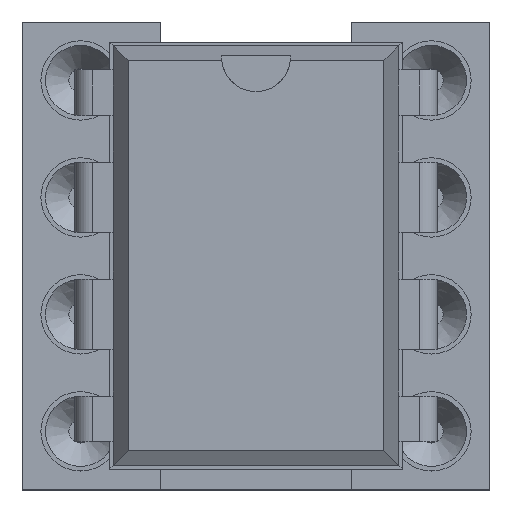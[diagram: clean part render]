
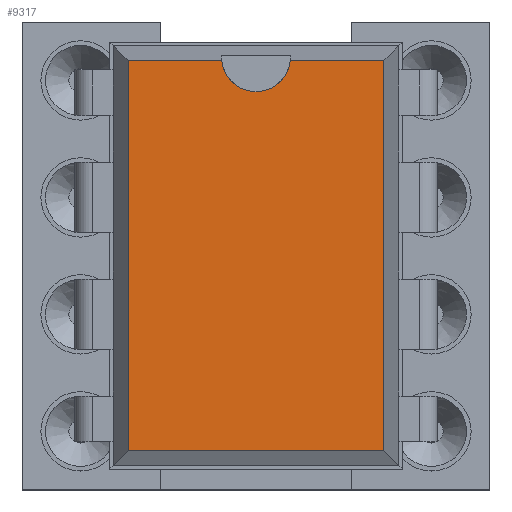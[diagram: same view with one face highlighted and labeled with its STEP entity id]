
A CAD part, top view. The second image highlights one B-rep face of the part: STEP entity #9317.
In plain terms, the highlighted planar face has unit normal (0, 0, 1).
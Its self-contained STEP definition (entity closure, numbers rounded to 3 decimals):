
#7468 = VERTEX_POINT('',#7469);
#7469 = CARTESIAN_POINT('',(-2.776,-4.236,7.43));
#7474 = EDGE_CURVE('',#7475,#7468,#7477,.T.);
#7475 = VERTEX_POINT('',#7476);
#7476 = CARTESIAN_POINT('',(-2.776,4.236,7.43));
#7477 = LINE('',#7478,#7479);
#7478 = CARTESIAN_POINT('',(-2.776,4.236,7.43));
#7479 = VECTOR('',#7480,1.);
#7480 = DIRECTION('',(0.,-1.,0.));
#9300 = VERTEX_POINT('',#9301);
#9301 = CARTESIAN_POINT('',(2.776,-4.236,7.43));
#9306 = EDGE_CURVE('',#7468,#9300,#9307,.T.);
#9307 = LINE('',#9308,#9309);
#9308 = CARTESIAN_POINT('',(-2.776,-4.236,7.43));
#9309 = VECTOR('',#9310,1.);
#9310 = DIRECTION('',(1.,0.,0.));
#9317 = ADVANCED_FACE('',(#9318),#9362,.F.);
#9318 = FACE_BOUND('',#9319,.F.);
#9319 = EDGE_LOOP('',(#9320,#9328,#9329,#9330,#9338,#9347,#9356));
#9320 = ORIENTED_EDGE('',*,*,#9321,.F.);
#9321 = EDGE_CURVE('',#9300,#9322,#9324,.T.);
#9322 = VERTEX_POINT('',#9323);
#9323 = CARTESIAN_POINT('',(2.776,4.236,7.43));
#9324 = LINE('',#9325,#9326);
#9325 = CARTESIAN_POINT('',(2.776,-4.236,7.43));
#9326 = VECTOR('',#9327,1.);
#9327 = DIRECTION('',(0.,1.,0.));
#9328 = ORIENTED_EDGE('',*,*,#9306,.F.);
#9329 = ORIENTED_EDGE('',*,*,#7474,.F.);
#9330 = ORIENTED_EDGE('',*,*,#9331,.F.);
#9331 = EDGE_CURVE('',#9332,#7475,#9334,.T.);
#9332 = VERTEX_POINT('',#9333);
#9333 = CARTESIAN_POINT('',(-0.746,4.236,7.43));
#9334 = LINE('',#9335,#9336);
#9335 = CARTESIAN_POINT('',(2.776,4.236,7.43));
#9336 = VECTOR('',#9337,1.);
#9337 = DIRECTION('',(-1.,0.,0.));
#9338 = ORIENTED_EDGE('',*,*,#9339,.F.);
#9339 = EDGE_CURVE('',#9340,#9332,#9342,.T.);
#9340 = VERTEX_POINT('',#9341);
#9341 = CARTESIAN_POINT('',(0.,3.561,7.43));
#9342 = CIRCLE('',#9343,0.75);
#9343 = AXIS2_PLACEMENT_3D('',#9344,#9345,#9346);
#9344 = CARTESIAN_POINT('',(0.,4.311,7.43));
#9345 = DIRECTION('',(0.,0.,-1.));
#9346 = DIRECTION('',(0.,-1.,0.));
#9347 = ORIENTED_EDGE('',*,*,#9348,.F.);
#9348 = EDGE_CURVE('',#9349,#9340,#9351,.T.);
#9349 = VERTEX_POINT('',#9350);
#9350 = CARTESIAN_POINT('',(0.746,4.236,7.43));
#9351 = CIRCLE('',#9352,0.75);
#9352 = AXIS2_PLACEMENT_3D('',#9353,#9354,#9355);
#9353 = CARTESIAN_POINT('',(0.,4.311,7.43));
#9354 = DIRECTION('',(0.,0.,-1.));
#9355 = DIRECTION('',(0.,-1.,0.));
#9356 = ORIENTED_EDGE('',*,*,#9357,.F.);
#9357 = EDGE_CURVE('',#9322,#9349,#9358,.T.);
#9358 = LINE('',#9359,#9360);
#9359 = CARTESIAN_POINT('',(2.776,4.236,7.43));
#9360 = VECTOR('',#9361,1.);
#9361 = DIRECTION('',(-1.,0.,0.));
#9362 = PLANE('',#9363);
#9363 = AXIS2_PLACEMENT_3D('',#9364,#9365,#9366);
#9364 = CARTESIAN_POINT('',(2.776,-4.236,7.43));
#9365 = DIRECTION('',(0.,0.,-1.));
#9366 = DIRECTION('',(-0.548,0.836,0.));
